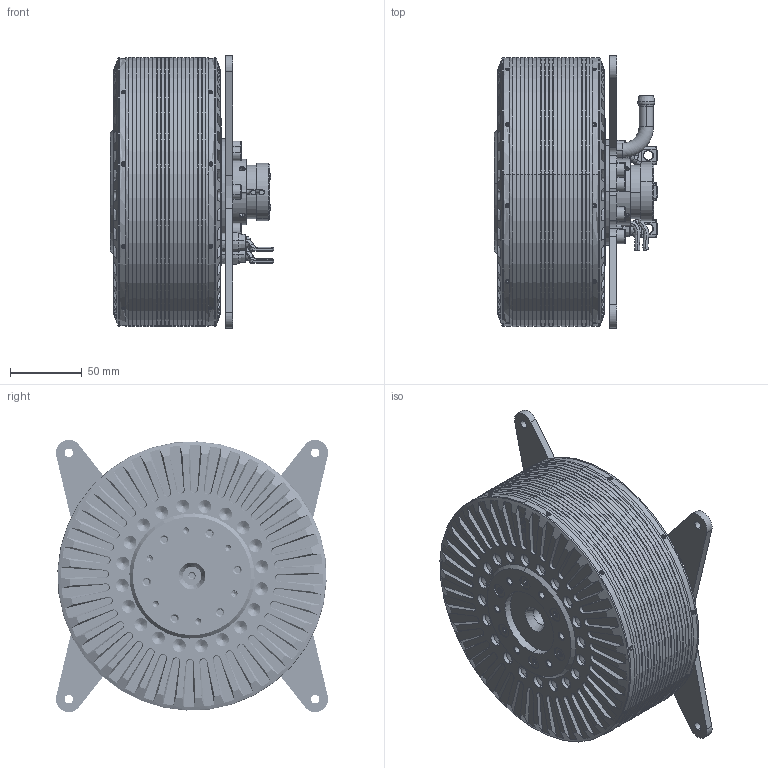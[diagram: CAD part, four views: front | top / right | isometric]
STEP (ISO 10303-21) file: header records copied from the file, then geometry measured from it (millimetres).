
FILE_DESCRIPTION (( 'STEP AP203' ), '1' );
FILE_NAME ('188_lc_ov_resolver.STEP', '2018-07-17T05:54:58', ( '' ), ( '' ), 'SwSTEP 2.0', 'SolidWorks 2016', '' );
FILE_SCHEMA (( 'CONFIG_CONTROL_DESIGN' ));
Length unit declared in the file: millimetre
Products named in the file (30): ring_binding_rotor_lc_188_1; Bracket_X_188_oldposition_holes; bolt_set_imbus_m3x6_1; coolant_fitting_90; bearing_3204_1; stator_lc_cc_oldversion_188; bolt_countersink_imbus_m5x12_1; bolt_imbus_m6x30_1; tube_uvw_lv_1; bearing_6204_1; ring_brass_12x1; shaft_res_enc_alu_188_1; rotor_lc_188; ring_sealing_assembly_188; disc_back_188_1; hose_shrink_red_1; hose_shrink_black_1; 188_lc_ov_resolver; bracket_resolver_oldversion_188; resolver_1pp; bolt_turned_imbus_m6x12_1; nut_lock_km4_m20x1_1; washer_lock_mb4_1; disc_front_188_ST_1; shaft_standard_188_1; ring_sliding_ssteel_188_1; cover_res1; shoe_cable_mv_hv; hose_shrink_blue_1
Assembly tree (66 placements, depth 3):
  188_lc_ov_resolver
    stator_lc_cc_oldversion_188
      stator_lc_cc_oldversion_188
      hose_shrink_black_1
      hose_shrink_blue_1
      hose_shrink_red_1
      shoe_cable_mv_hv  x3
      tube_uvw_lv_1  x3
    rotor_lc_188
      disc_front_188_ST_1
      disc_back_188_1
      ring_binding_rotor_lc_188_1
      shaft_standard_188_1
      bolt_countersink_imbus_m5x12_1  x6
      bolt_set_imbus_m3x6_1  x20
      ring_sliding_ssteel_188_1
    bearing_6204_1
    bearing_3204_1
    nut_lock_km4_m20x1_1
    washer_lock_mb4_1
    ring_brass_12x1  x2
    coolant_fitting_90  x2
    bracket_resolver_oldversion_188
    Bracket_X_188_oldposition_holes
    shaft_res_enc_alu_188_1
    bolt_turned_imbus_m6x12_1
    bolt_imbus_m6x30_1  x8
    ring_sealing_assembly_188
    resolver_1pp
    cover_res1
Bounding box: 114 x 189.97 x 189.99 mm (x, y, z)
Volume: 631926.9 mm3; surface area: 424970.2 mm2
Topology: 89 solids, 89 shells, 2806 faces, 7280 edges, 4546 vertices
Faces by surface type: cylinder 888, plane 777, cone 645, bspline 294, torus 132, sphere 70
Entity records: 93293 total; most frequent: CARTESIAN_POINT 43231, ORIENTED_EDGE 9874, DIRECTION 9314, EDGE_CURVE 4937, AXIS2_PLACEMENT_3D 3835, VERTEX_POINT 3254, EDGE_LOOP 2231, CIRCLE 2100
